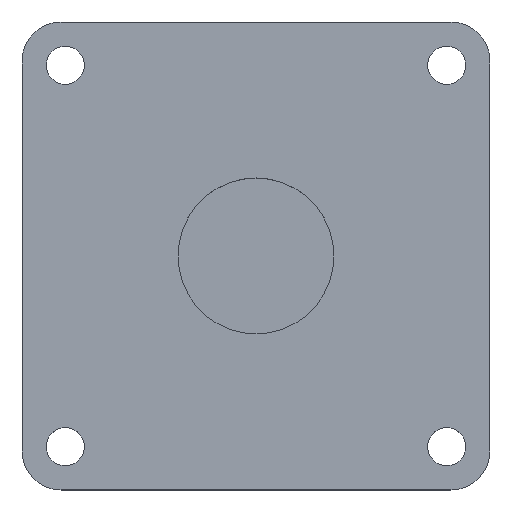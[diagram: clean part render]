
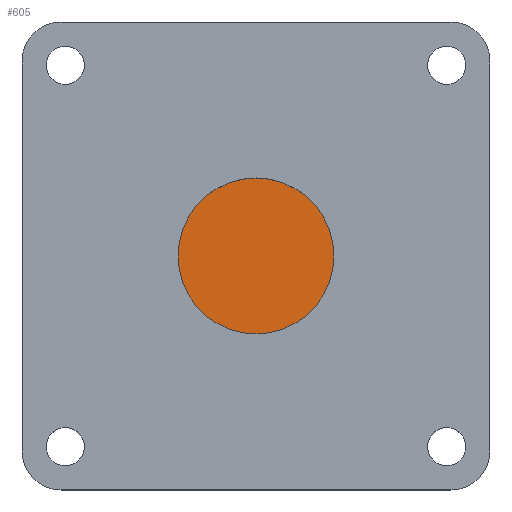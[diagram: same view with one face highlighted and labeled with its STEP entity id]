
A CAD part, top view. The second image highlights one B-rep face of the part: STEP entity #605.
In plain terms, the highlighted planar face has unit normal (0, 0, 1).
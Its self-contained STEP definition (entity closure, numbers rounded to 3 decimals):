
#14 = CARTESIAN_POINT ( 'NONE',  ( 135., 135., 14. ) ) ;
#16 = DIRECTION ( 'NONE',  ( 0., 0., 1. ) ) ;
#17 = DIRECTION ( 'NONE',  ( 1., 0., 0. ) ) ;
#205 = CARTESIAN_POINT ( 'NONE',  ( 135., 135., 14. ) ) ;
#206 = DIRECTION ( 'NONE',  ( 0., 0., 1. ) ) ;
#207 = DIRECTION ( 'NONE',  ( 1., 0., 0. ) ) ;
#476 = VERTEX_POINT ( 'NONE', #739 ) ;
#605 = ADVANCED_FACE ( 'NONE', ( #2946 ), #826, .T. ) ;
#678 = AXIS2_PLACEMENT_3D ( 'NONE', #14, #16, #17 ) ;
#739 = CARTESIAN_POINT ( 'NONE',  ( 180., 135., 14. ) ) ;
#825 = CARTESIAN_POINT ( 'NONE',  ( 135., 135., 14. ) ) ;
#826 = PLANE ( 'NONE',  #2067 ) ;
#828 = DIRECTION ( 'NONE',  ( 0., 0., 1. ) ) ;
#829 = DIRECTION ( 'NONE',  ( 1., 0., 0. ) ) ;
#1222 = ORIENTED_EDGE ( 'NONE', *, *, #1824, .T. ) ;
#1223 = ORIENTED_EDGE ( 'NONE', *, *, #1904, .T. ) ;
#1332 = EDGE_LOOP ( 'NONE', ( #1223, #1222 ) ) ;
#1824 = EDGE_CURVE ( 'NONE', #3163, #476, #2193, .T. ) ;
#1904 = EDGE_CURVE ( 'NONE', #476, #3163, #2376, .T. ) ;
#2067 = AXIS2_PLACEMENT_3D ( 'NONE', #825, #828, #829 ) ;
#2193 = CIRCLE ( 'NONE', #678, 45. ) ;
#2376 = CIRCLE ( 'NONE', #3052, 45. ) ;
#2631 = CARTESIAN_POINT ( 'NONE',  ( 90., 135., 14. ) ) ;
#2946 = FACE_OUTER_BOUND ( 'NONE', #1332, .T. ) ;
#3052 = AXIS2_PLACEMENT_3D ( 'NONE', #205, #206, #207 ) ;
#3163 = VERTEX_POINT ( 'NONE', #2631 ) ;
